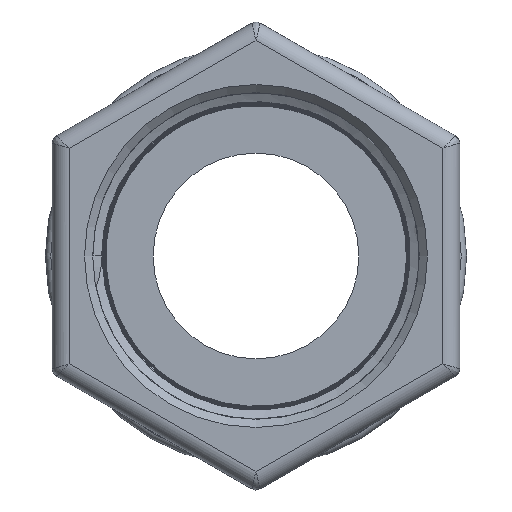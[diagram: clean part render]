
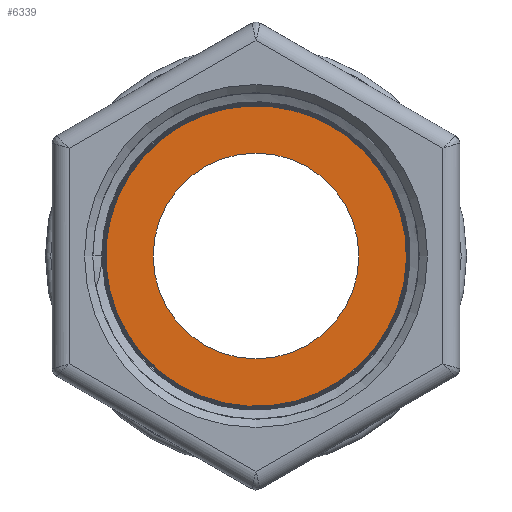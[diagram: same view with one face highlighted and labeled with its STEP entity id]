
A CAD part, left-side view. The second image highlights one B-rep face of the part: STEP entity #6339.
In plain terms, the highlighted planar face has unit normal (-1, 0, 0).
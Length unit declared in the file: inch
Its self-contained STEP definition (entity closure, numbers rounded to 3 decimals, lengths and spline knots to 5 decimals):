
#241=B_SPLINE_CURVE_WITH_KNOTS($,3,(#14557,#14558,#14559,#14560,#14561,
#14562,#14563,#14564,#14565,#14566,#14567,#14568,#14569,#14570,#14571,#14572,
#14573,#14574,#14575,#14576,#14577,#14578),.UNSPECIFIED.,.F.,.F.,(4,3,3,
3,3,3,3,4),(0.,1.3588,1.46472,2.91555,4.35151,
5.772,7.17814,7.67393),.UNSPECIFIED.);
#243=B_SPLINE_CURVE_WITH_KNOTS($,3,(#15577,#15578,#15579,#15580,#15581,
#15582,#15583,#15584,#15585,#15586,#15587,#15588,#15589,#15590,#15591,#15592,
#15593,#15594,#15595,#15596,#15597,#15598),.UNSPECIFIED.,.F.,.F.,(4,3,3,
3,3,3,3,4),(0.,1.32557,1.3976,2.81104,4.2394,
5.68201,7.13913,7.3723),.UNSPECIFIED.);
#245=B_SPLINE_CURVE_WITH_KNOTS($,3,(#16332,#16333,#16334,#16335),
 .UNSPECIFIED.,.F.,.F.,(4,4),(0.,1.20572),.UNSPECIFIED.);
#297=FACE_BOUND($,#2164,.T.);
#298=FACE_BOUND($,#2165,.T.);
#481=PLANE($,#6852);
#2164=EDGE_LOOP($,(#5835));
#2165=EDGE_LOOP($,(#5836,#5837,#5838,#5839));
#2442=CIRCLE($,#6851,1.15728);
#2443=CIRCLE($,#6853,0.75);
#3051=VERTEX_POINT($,#14258);
#3052=VERTEX_POINT($,#14410);
#3054=VERTEX_POINT($,#14582);
#3055=VERTEX_POINT($,#15576);
#3056=VERTEX_POINT($,#16337);
#3981=EDGE_CURVE($,#3051,#3052,#241,.T.);
#3983=EDGE_CURVE($,#3051,#3054,#2442,.T.);
#3985=EDGE_CURVE($,#3055,#3054,#243,.T.);
#3987=EDGE_CURVE($,#3052,#3055,#245,.T.);
#3988=EDGE_CURVE($,#3056,#3056,#2443,.T.);
#5835=ORIENTED_EDGE($,*,*,#3988,.T.);
#5836=ORIENTED_EDGE($,*,*,#3981,.T.);
#5837=ORIENTED_EDGE($,*,*,#3987,.T.);
#5838=ORIENTED_EDGE($,*,*,#3985,.T.);
#5839=ORIENTED_EDGE($,*,*,#3983,.F.);
#6339=ADVANCED_FACE($,(#297,#298),#481,.T.);
#6851=AXIS2_PLACEMENT_3D($,#14583,#8302,#8303);
#6852=AXIS2_PLACEMENT_3D($,#16336,#8304,#8305);
#6853=AXIS2_PLACEMENT_3D($,#16338,#8306,#8307);
#8302=DIRECTION('center_axis',(1.,0.,0.));
#8303=DIRECTION('ref_axis',(0.,1.,0.));
#8304=DIRECTION('center_axis',(-1.,0.,0.));
#8305=DIRECTION('ref_axis',(0.,0.,1.));
#8306=DIRECTION('center_axis',(1.,0.,0.));
#8307=DIRECTION('ref_axis',(0.,1.,0.));
#14258=CARTESIAN_POINT('',(-1.137,0.06265,-1.15558));
#14410=CARTESIAN_POINT('',(-1.137,-0.54607,0.94833));
#14557=CARTESIAN_POINT('Ctrl Pts',(-1.137,0.06265,-1.15558));
#14558=CARTESIAN_POINT('Ctrl Pts',(-1.137,-0.11556,-1.16161));
#14559=CARTESIAN_POINT('Ctrl Pts',(-1.137,-0.2941,-1.12584));
#14560=CARTESIAN_POINT('Ctrl Pts',(-1.137,-0.45572,-1.05199));
#14561=CARTESIAN_POINT('Ctrl Pts',(-1.137,-0.46832,-1.04623));
#14562=CARTESIAN_POINT('Ctrl Pts',(-1.137,-0.4808,-1.04025));
#14563=CARTESIAN_POINT('Ctrl Pts',(-1.137,-0.49317,-1.03404));
#14564=CARTESIAN_POINT('Ctrl Pts',(-1.137,-0.66255,-0.94895));
#14565=CARTESIAN_POINT('Ctrl Pts',(-1.137,-0.81065,-0.82053));
#14566=CARTESIAN_POINT('Ctrl Pts',(-1.137,-0.91849,-0.66485));
#14567=CARTESIAN_POINT('Ctrl Pts',(-1.137,-1.02522,-0.51076));
#14568=CARTESIAN_POINT('Ctrl Pts',(-1.137,-1.09307,-0.32928));
#14569=CARTESIAN_POINT('Ctrl Pts',(-1.137,-1.11301,-0.14253));
#14570=CARTESIAN_POINT('Ctrl Pts',(-1.137,-1.13273,0.04221));
#14571=CARTESIAN_POINT('Ctrl Pts',(-1.137,-1.10564,0.23176));
#14572=CARTESIAN_POINT('Ctrl Pts',(-1.137,-1.03446,0.40342));
#14573=CARTESIAN_POINT('Ctrl Pts',(-1.137,-0.96401,0.57335));
#14574=CARTESIAN_POINT('Ctrl Pts',(-1.137,-0.85042,0.72526));
#14575=CARTESIAN_POINT('Ctrl Pts',(-1.137,-0.70752,0.84041));
#14576=CARTESIAN_POINT('Ctrl Pts',(-1.137,-0.65714,0.88102));
#14577=CARTESIAN_POINT('Ctrl Pts',(-1.137,-0.60309,0.91709));
#14578=CARTESIAN_POINT('Ctrl Pts',(-1.137,-0.54605,0.94826));
#14582=CARTESIAN_POINT('',(-1.137,0.7089,-0.91474));
#14583=CARTESIAN_POINT('Origin',(-1.137,0.,0.));
#15576=CARTESIAN_POINT('',(-1.137,-0.09742,1.09016));
#15577=CARTESIAN_POINT('Ctrl Pts',(-1.137,-0.09742,1.09016));
#15578=CARTESIAN_POINT('Ctrl Pts',(-1.137,0.07546,1.1095));
#15579=CARTESIAN_POINT('Ctrl Pts',(-1.137,0.25194,1.08694));
#15580=CARTESIAN_POINT('Ctrl Pts',(-1.137,0.41414,1.02568));
#15581=CARTESIAN_POINT('Ctrl Pts',(-1.137,0.42295,1.02235));
#15582=CARTESIAN_POINT('Ctrl Pts',(-1.137,0.43172,1.01891));
#15583=CARTESIAN_POINT('Ctrl Pts',(-1.137,0.44044,1.01536));
#15584=CARTESIAN_POINT('Ctrl Pts',(-1.137,0.61152,0.9456));
#15585=CARTESIAN_POINT('Ctrl Pts',(-1.137,0.765,0.83178));
#15586=CARTESIAN_POINT('Ctrl Pts',(-1.137,0.88183,0.68876));
#15587=CARTESIAN_POINT('Ctrl Pts',(-1.137,0.99988,0.54423));
#15588=CARTESIAN_POINT('Ctrl Pts',(-1.137,1.08116,0.36924));
#15589=CARTESIAN_POINT('Ctrl Pts',(-1.137,1.11579,0.18543));
#15590=CARTESIAN_POINT('Ctrl Pts',(-1.137,1.15078,-0.00022));
#15591=CARTESIAN_POINT('Ctrl Pts',(-1.137,1.13832,-0.19452));
#15592=CARTESIAN_POINT('Ctrl Pts',(-1.137,1.08019,-0.37451));
#15593=CARTESIAN_POINT('Ctrl Pts',(-1.137,1.02148,-0.55631));
#15594=CARTESIAN_POINT('Ctrl Pts',(-1.137,0.91636,-0.7228));
#15595=CARTESIAN_POINT('Ctrl Pts',(-1.137,0.77794,-0.85431));
#15596=CARTESIAN_POINT('Ctrl Pts',(-1.137,0.75579,-0.87535));
#15597=CARTESIAN_POINT('Ctrl Pts',(-1.137,0.73277,-0.89551));
#15598=CARTESIAN_POINT('Ctrl Pts',(-1.137,0.70894,-0.91476));
#16332=CARTESIAN_POINT('Ctrl Pts',(-1.137,-0.54607,0.94833));
#16333=CARTESIAN_POINT('Ctrl Pts',(-1.137,-0.40898,1.02734));
#16334=CARTESIAN_POINT('Ctrl Pts',(-1.137,-0.25494,1.07591));
#16335=CARTESIAN_POINT('Ctrl Pts',(-1.137,-0.0974,1.09021));
#16336=CARTESIAN_POINT('Origin',(-1.137,0.95364,0.));
#16337=CARTESIAN_POINT('',(-1.137,0.75,0.));
#16338=CARTESIAN_POINT('Origin',(-1.137,0.,0.));
